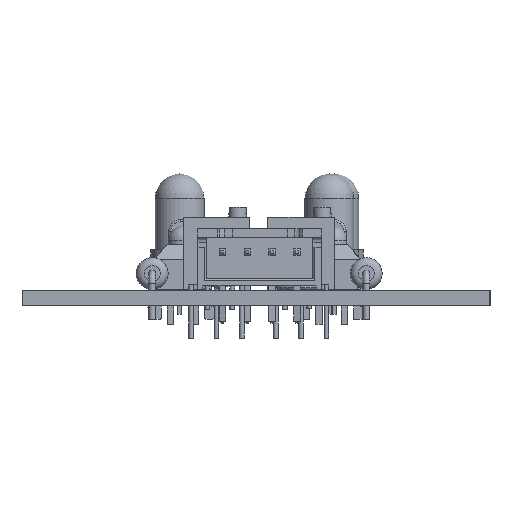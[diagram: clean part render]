
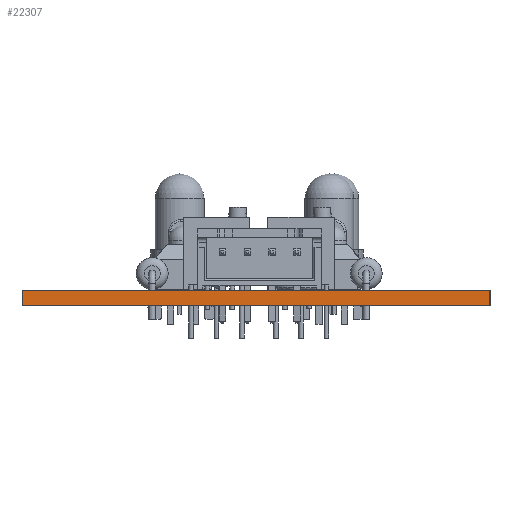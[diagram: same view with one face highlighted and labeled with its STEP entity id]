
A CAD part, left-side view. The second image highlights one B-rep face of the part: STEP entity #22307.
In plain terms, the highlighted planar face has unit normal (-1, 0, 0).
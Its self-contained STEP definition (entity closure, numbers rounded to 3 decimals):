
#22251 = VERTEX_POINT('',#22252);
#22252 = CARTESIAN_POINT('',(87.5,-129.5,1.51));
#22258 = EDGE_CURVE('',#22259,#22251,#22261,.T.);
#22259 = VERTEX_POINT('',#22260);
#22260 = CARTESIAN_POINT('',(87.5,-129.5,0.));
#22261 = LINE('',#22262,#22263);
#22262 = CARTESIAN_POINT('',(87.5,-129.5,0.));
#22263 = VECTOR('',#22264,1.);
#22264 = DIRECTION('',(0.,0.,1.));
#22307 = ADVANCED_FACE('',(#22308),#22333,.T.);
#22308 = FACE_BOUND('',#22309,.T.);
#22309 = EDGE_LOOP('',(#22310,#22311,#22319,#22327));
#22310 = ORIENTED_EDGE('',*,*,#22258,.T.);
#22311 = ORIENTED_EDGE('',*,*,#22312,.T.);
#22312 = EDGE_CURVE('',#22251,#22313,#22315,.T.);
#22313 = VERTEX_POINT('',#22314);
#22314 = CARTESIAN_POINT('',(87.5,-82.5,1.51));
#22315 = LINE('',#22316,#22317);
#22316 = CARTESIAN_POINT('',(87.5,-129.5,1.51));
#22317 = VECTOR('',#22318,1.);
#22318 = DIRECTION('',(0.,1.,0.));
#22319 = ORIENTED_EDGE('',*,*,#22320,.F.);
#22320 = EDGE_CURVE('',#22321,#22313,#22323,.T.);
#22321 = VERTEX_POINT('',#22322);
#22322 = CARTESIAN_POINT('',(87.5,-82.5,0.));
#22323 = LINE('',#22324,#22325);
#22324 = CARTESIAN_POINT('',(87.5,-82.5,0.));
#22325 = VECTOR('',#22326,1.);
#22326 = DIRECTION('',(0.,0.,1.));
#22327 = ORIENTED_EDGE('',*,*,#22328,.F.);
#22328 = EDGE_CURVE('',#22259,#22321,#22329,.T.);
#22329 = LINE('',#22330,#22331);
#22330 = CARTESIAN_POINT('',(87.5,-129.5,0.));
#22331 = VECTOR('',#22332,1.);
#22332 = DIRECTION('',(0.,1.,0.));
#22333 = PLANE('',#22334);
#22334 = AXIS2_PLACEMENT_3D('',#22335,#22336,#22337);
#22335 = CARTESIAN_POINT('',(87.5,-129.5,0.));
#22336 = DIRECTION('',(-1.,0.,0.));
#22337 = DIRECTION('',(0.,1.,0.));
